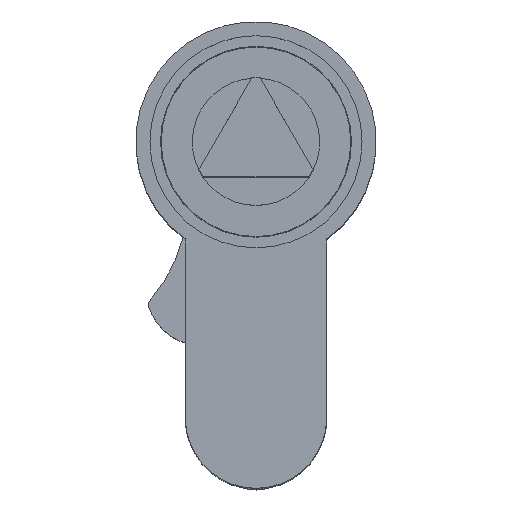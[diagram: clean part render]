
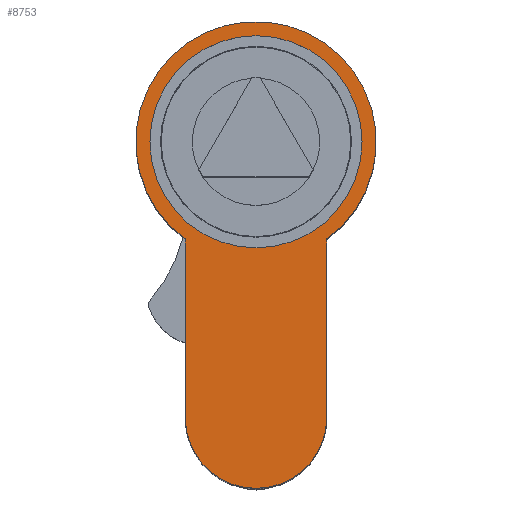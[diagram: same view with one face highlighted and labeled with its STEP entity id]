
A CAD part, top view. The second image highlights one B-rep face of the part: STEP entity #8753.
In plain terms, the highlighted planar face has unit normal (0, 0, 1).
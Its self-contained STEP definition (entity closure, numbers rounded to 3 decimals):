
#203 = VERTEX_POINT ( 'NONE', #1795 ) ;
#307 = DIRECTION ( 'NONE',  ( 1., 0., 0. ) ) ;
#452 = ORIENTED_EDGE ( 'NONE', *, *, #11420, .T. ) ;
#464 = FACE_OUTER_BOUND ( 'NONE', #5097, .T. ) ;
#580 = EDGE_LOOP ( 'NONE', ( #3345 ) ) ;
#671 = AXIS2_PLACEMENT_3D ( 'NONE', #3270, #2033, #909 ) ;
#776 = FACE_BOUND ( 'NONE', #580, .T. ) ;
#909 = DIRECTION ( 'NONE',  ( 1., 0., 0. ) ) ;
#1325 = DIRECTION ( 'NONE',  ( 0., 0., 1. ) ) ;
#1614 = DIRECTION ( 'NONE',  ( 1., 0., 0. ) ) ;
#1795 = CARTESIAN_POINT ( 'NONE',  ( 7.5, 24.5, 20. ) ) ;
#2033 = DIRECTION ( 'NONE',  ( 0., 0., 1. ) ) ;
#3270 = CARTESIAN_POINT ( 'NONE',  ( 0., 24.5, 20. ) ) ;
#3299 = DIRECTION ( 'NONE',  ( 0., 0., 1. ) ) ;
#3345 = ORIENTED_EDGE ( 'NONE', *, *, #13372, .F. ) ;
#4096 = ORIENTED_EDGE ( 'NONE', *, *, #4483, .T. ) ;
#4483 = EDGE_CURVE ( 'NONE', #13053, #5455, #13352, .T. ) ;
#4805 = CIRCLE ( 'NONE', #8122, 8.5 ) ;
#5097 = EDGE_LOOP ( 'NONE', ( #7256, #452, #6812, #4096 ) ) ;
#5159 = LINE ( 'NONE', #10045, #14339 ) ;
#5455 = VERTEX_POINT ( 'NONE', #13813 ) ;
#5594 = CARTESIAN_POINT ( 'NONE',  ( -5., 17.626, 20. ) ) ;
#5612 = CARTESIAN_POINT ( 'NONE',  ( 0., 5., 20. ) ) ;
#5812 = CARTESIAN_POINT ( 'NONE',  ( -5., 5., 20. ) ) ;
#6016 = AXIS2_PLACEMENT_3D ( 'NONE', #5612, #3299, #6588 ) ;
#6588 = DIRECTION ( 'NONE',  ( 1., 0., 0. ) ) ;
#6667 = DIRECTION ( 'NONE',  ( 0., 1., 0. ) ) ;
#6812 = ORIENTED_EDGE ( 'NONE', *, *, #14448, .T. ) ;
#7256 = ORIENTED_EDGE ( 'NONE', *, *, #14376, .T. ) ;
#7270 = CARTESIAN_POINT ( 'NONE',  ( 0., 24.5, 20. ) ) ;
#7739 = CARTESIAN_POINT ( 'NONE',  ( 5., 5., 20. ) ) ;
#8054 = CARTESIAN_POINT ( 'NONE',  ( 0., 5., 20. ) ) ;
#8122 = AXIS2_PLACEMENT_3D ( 'NONE', #7270, #8213, #1614 ) ;
#8213 = DIRECTION ( 'NONE',  ( 0., 0., 1. ) ) ;
#8696 = VERTEX_POINT ( 'NONE', #13006 ) ;
#8753 = ADVANCED_FACE ( 'NONE', ( #776, #464 ), #13237, .T. ) ;
#9175 = CIRCLE ( 'NONE', #10163, 5. ) ;
#9355 = DIRECTION ( 'NONE',  ( 0., -1., 0. ) ) ;
#10045 = CARTESIAN_POINT ( 'NONE',  ( 5., 17.626, 20. ) ) ;
#10163 = AXIS2_PLACEMENT_3D ( 'NONE', #8054, #1325, #307 ) ;
#10214 = CIRCLE ( 'NONE', #671, 7.5 ) ;
#11420 = EDGE_CURVE ( 'NONE', #12054, #8696, #5159, .T. ) ;
#12054 = VERTEX_POINT ( 'NONE', #7739 ) ;
#13006 = CARTESIAN_POINT ( 'NONE',  ( 5., 17.626, 20. ) ) ;
#13053 = VERTEX_POINT ( 'NONE', #5594 ) ;
#13237 = PLANE ( 'NONE',  #6016 ) ;
#13352 = LINE ( 'NONE', #5812, #13731 ) ;
#13372 = EDGE_CURVE ( 'NONE', #203, #203, #10214, .T. ) ;
#13731 = VECTOR ( 'NONE', #9355, 1000. ) ;
#13813 = CARTESIAN_POINT ( 'NONE',  ( -5., 5., 20. ) ) ;
#14339 = VECTOR ( 'NONE', #6667, 1000. ) ;
#14376 = EDGE_CURVE ( 'NONE', #5455, #12054, #9175, .T. ) ;
#14448 = EDGE_CURVE ( 'NONE', #8696, #13053, #4805, .T. ) ;
